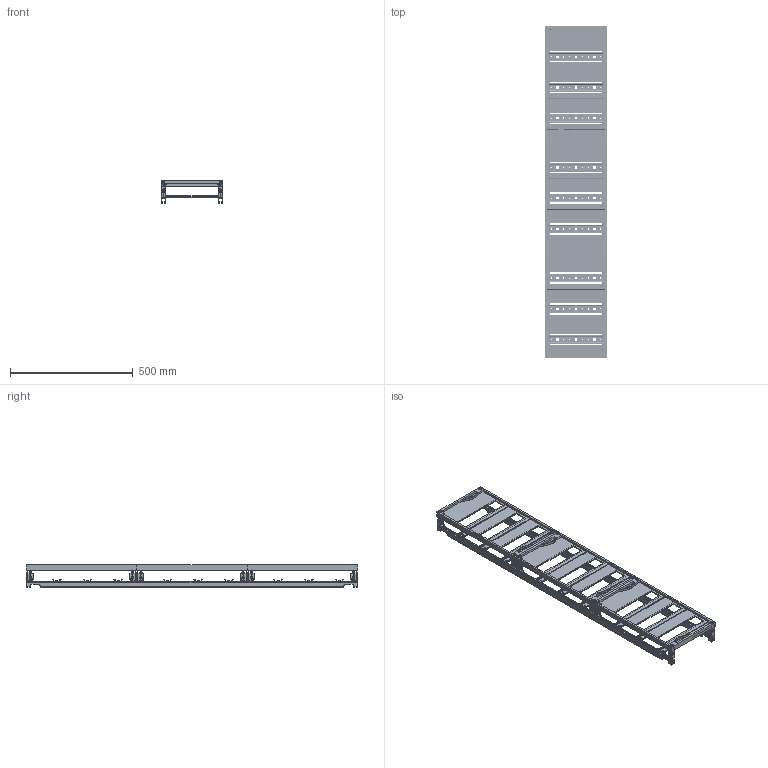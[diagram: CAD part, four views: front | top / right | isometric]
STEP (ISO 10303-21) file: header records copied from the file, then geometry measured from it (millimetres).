
FILE_DESCRIPTION(('STEP AP214'),'1');
FILE_NAME('cctmp_33BDBCDE-56FE-4279-AC4B-F62A5289B573_2023_07_22_14_27_03_0474..stp','2023-07-22T12:27:08',('SIEMENS A&D'),('CADClick - www.CADClick.com'),'Spatial InterOp 3D postprocessed',' ','unknown authorization');
FILE_SCHEMA(('AUTOMOTIVE_DESIGN'));
Length unit declared in the file: millimetre
Products named in the file (57): cc_unnamed; 2023_07_22_14_27_03_0326; 2023_07_22_14_27_03_0322; 2023_07_22_14_27_03_0318; 2023_07_22_14_27_03_0314; 2023_07_22_14_27_03_0310; 2023_07_22_14_27_03_0306; 2023_07_22_14_27_03_0302; 2023_07_22_14_27_03_0298; 2023_07_22_14_27_03_0294; 2023_07_22_14_27_03_0290; 2023_07_22_14_27_03_0286; 2023_07_22_14_27_03_0283; 2023_07_22_14_27_03_0278; 2023_07_22_14_27_03_0275; 2023_07_22_14_27_03_0271; 2023_07_22_14_27_03_0266; 2023_07_22_14_27_03_0263; 2023_07_22_14_27_03_0258; 2023_07_22_14_27_03_0254; 2023_07_22_14_27_03_0251; 2023_07_22_14_27_03_0246; 2023_07_22_14_27_03_0243; 2023_07_22_14_27_03_0239; 2023_07_22_14_27_03_0235; 2023_07_22_14_27_03_0231; 2023_07_22_14_27_03_0226; 2023_07_22_14_27_03_0222; 2023_07_22_14_27_03_0219; 2023_07_22_14_27_03_0214; 2023_07_22_14_27_03_0210; 2023_07_22_14_27_03_0206; 2023_07_22_14_27_03_0203; 2023_07_22_14_27_03_0198; 2023_07_22_14_27_03_0195; 2023_07_22_14_27_03_0191; 2023_07_22_14_27_03_0186; 2023_07_22_14_27_03_0183; 2023_07_22_14_27_03_0179; 2023_07_22_14_27_03_0175 ...
Assembly tree (56 placements, depth 2):
  cc_unnamed
    2023_07_22_14_27_03_0326
    2023_07_22_14_27_03_0322
    2023_07_22_14_27_03_0318
    2023_07_22_14_27_03_0314
    2023_07_22_14_27_03_0310
    2023_07_22_14_27_03_0306
    2023_07_22_14_27_03_0302
    2023_07_22_14_27_03_0298
    2023_07_22_14_27_03_0294
    2023_07_22_14_27_03_0290
    2023_07_22_14_27_03_0286
    2023_07_22_14_27_03_0283
    2023_07_22_14_27_03_0278
    2023_07_22_14_27_03_0275
    2023_07_22_14_27_03_0271
    2023_07_22_14_27_03_0266
    2023_07_22_14_27_03_0263
    2023_07_22_14_27_03_0258
    2023_07_22_14_27_03_0254
    2023_07_22_14_27_03_0251
    2023_07_22_14_27_03_0246
    2023_07_22_14_27_03_0243
    2023_07_22_14_27_03_0239
    2023_07_22_14_27_03_0235
    2023_07_22_14_27_03_0231
    2023_07_22_14_27_03_0226
    2023_07_22_14_27_03_0222
    2023_07_22_14_27_03_0219
    2023_07_22_14_27_03_0214
    2023_07_22_14_27_03_0210
    2023_07_22_14_27_03_0206
    2023_07_22_14_27_03_0203
    2023_07_22_14_27_03_0198
    2023_07_22_14_27_03_0195
    2023_07_22_14_27_03_0191
    2023_07_22_14_27_03_0186
    2023_07_22_14_27_03_0183
    2023_07_22_14_27_03_0179
    2023_07_22_14_27_03_0175
    2023_07_22_14_27_03_0171
    2023_07_22_14_27_03_0167
    2023_07_22_14_27_03_0163
    2023_07_22_14_27_03_0159
    2023_07_22_14_27_03_0154
    2023_07_22_14_27_03_0151
    2023_07_22_14_27_03_0146
    2023_07_22_14_27_03_0143
    2023_07_22_14_27_03_0139
    2023_07_22_14_27_03_0135
    2023_07_22_14_27_03_0132
    2023_07_22_14_27_03_0127
    2023_07_22_14_27_03_0123
    2023_07_22_14_27_03_0119
    2023_07_22_14_27_03_0115
    2023_07_22_14_27_03_0111
    2023_07_22_14_27_03_0107
Bounding box: 250 x 1350.03 x 92.82 mm (x, y, z)
Volume: 1514406.2 mm3; surface area: 1414064.2 mm2
Topology: 56 solids, 56 shells, 5574 faces, 15702 edges, 10306 vertices
Faces by surface type: plane 3433, cylinder 2033, torus 48, sphere 36, cone 24
Entity records: 202523 total; most frequent: CARTESIAN_POINT 34054, DIRECTION 31816, ORIENTED_EDGE 31500, EDGE_CURVE 15750, AXIS2_PLACEMENT_3D 10672, LINE 10472, VECTOR 10472, VERTEX_POINT 10354
